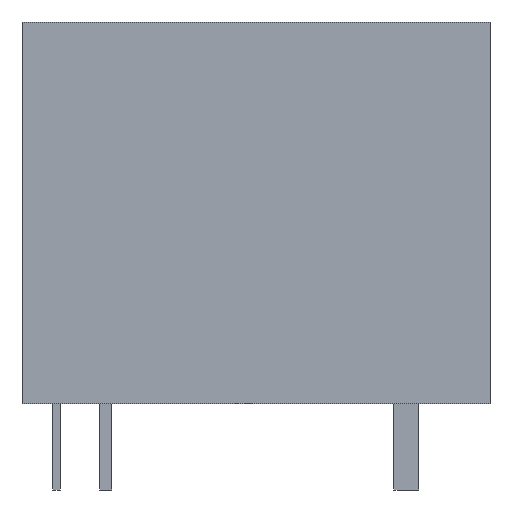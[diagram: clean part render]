
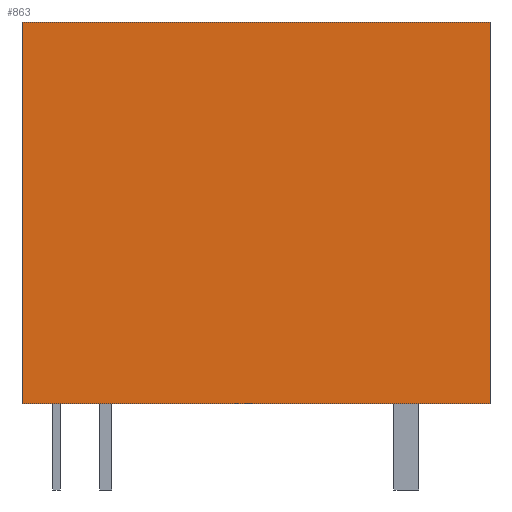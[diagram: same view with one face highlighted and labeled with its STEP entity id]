
A CAD part, front view. The second image highlights one B-rep face of the part: STEP entity #863.
In plain terms, the highlighted planar face has unit normal (0, -1, 0).
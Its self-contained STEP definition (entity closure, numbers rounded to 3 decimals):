
#124 = ORIENTED_EDGE ( 'NONE', *, *, #13998, .T. ) ;
#307 = VERTEX_POINT ( 'NONE', #7460 ) ;
#335 = LINE ( 'NONE', #1269, #9844 ) ;
#357 = CARTESIAN_POINT ( 'NONE',  ( -9.5, -7.6, 0. ) ) ;
#592 = VERTEX_POINT ( 'NONE', #357 ) ;
#863 = ADVANCED_FACE ( 'NONE', ( #12003 ), #6241, .F. ) ;
#1269 = CARTESIAN_POINT ( 'NONE',  ( 9.5, -7.6, 15.5 ) ) ;
#1543 = EDGE_CURVE ( 'NONE', #1802, #592, #9991, .T. ) ;
#1802 = VERTEX_POINT ( 'NONE', #4458 ) ;
#2399 = CARTESIAN_POINT ( 'NONE',  ( 9.5, -7.6, 15.5 ) ) ;
#2598 = CARTESIAN_POINT ( 'NONE',  ( 9.5, -7.6, 15.5 ) ) ;
#4458 = CARTESIAN_POINT ( 'NONE',  ( -9.5, -7.6, 15.5 ) ) ;
#4697 = DIRECTION ( 'NONE',  ( 0., 0., -1. ) ) ;
#5039 = EDGE_CURVE ( 'NONE', #1802, #8151, #335, .T. ) ;
#5240 = ORIENTED_EDGE ( 'NONE', *, *, #10527, .F. ) ;
#5686 = VECTOR ( 'NONE', #7517, 1000. ) ;
#6241 = PLANE ( 'NONE',  #12812 ) ;
#6650 = DIRECTION ( 'NONE',  ( 1., 0., 0. ) ) ;
#7202 = ORIENTED_EDGE ( 'NONE', *, *, #5039, .F. ) ;
#7356 = VECTOR ( 'NONE', #12227, 1000. ) ;
#7460 = CARTESIAN_POINT ( 'NONE',  ( 9.5, -7.6, 0. ) ) ;
#7517 = DIRECTION ( 'NONE',  ( 1., 0., 0. ) ) ;
#8151 = VERTEX_POINT ( 'NONE', #2399 ) ;
#8211 = EDGE_LOOP ( 'NONE', ( #124, #5240, #7202, #12057 ) ) ;
#8410 = LINE ( 'NONE', #11853, #5686 ) ;
#9617 = DIRECTION ( 'NONE',  ( 0., 1., 0. ) ) ;
#9844 = VECTOR ( 'NONE', #6650, 1000. ) ;
#9991 = LINE ( 'NONE', #10050, #7356 ) ;
#10050 = CARTESIAN_POINT ( 'NONE',  ( -9.5, -7.6, 15.5 ) ) ;
#10527 = EDGE_CURVE ( 'NONE', #8151, #307, #12453, .T. ) ;
#10848 = CARTESIAN_POINT ( 'NONE',  ( 9.5, -7.6, 15.5 ) ) ;
#11031 = VECTOR ( 'NONE', #4697, 1000. ) ;
#11853 = CARTESIAN_POINT ( 'NONE',  ( 9.5, -7.6, 0. ) ) ;
#12003 = FACE_OUTER_BOUND ( 'NONE', #8211, .T. ) ;
#12057 = ORIENTED_EDGE ( 'NONE', *, *, #1543, .T. ) ;
#12227 = DIRECTION ( 'NONE',  ( 0., 0., -1. ) ) ;
#12453 = LINE ( 'NONE', #2598, #11031 ) ;
#12812 = AXIS2_PLACEMENT_3D ( 'NONE', #10848, #9617, #14008 ) ;
#13998 = EDGE_CURVE ( 'NONE', #592, #307, #8410, .T. ) ;
#14008 = DIRECTION ( 'NONE',  ( -1., 0., 0. ) ) ;
